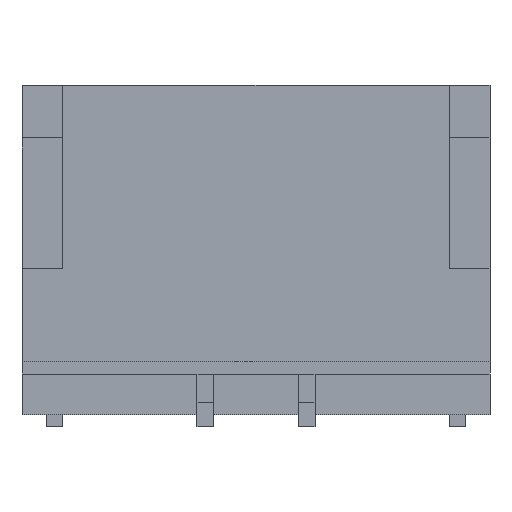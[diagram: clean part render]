
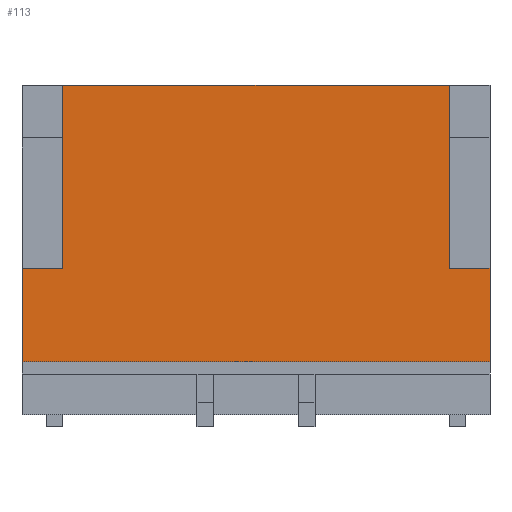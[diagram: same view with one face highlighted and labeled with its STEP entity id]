
A CAD part, front view. The second image highlights one B-rep face of the part: STEP entity #113.
In plain terms, the highlighted planar face has unit normal (0, -1, 0).
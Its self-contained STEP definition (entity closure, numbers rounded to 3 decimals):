
#13=DIRECTION('',(0.,0.,1.));
#21=EDGE_CURVE('',#22,#24,#26,.T.);
#22=VERTEX_POINT('',#23);
#23=CARTESIAN_POINT('',(-2.875,-1.775,0.8));
#24=VERTEX_POINT('',#25);
#25=CARTESIAN_POINT('',(-2.875,-1.775,1.95));
#26=LINE('',#27,#28);
#27=CARTESIAN_POINT('',(-2.875,-1.775,0.15));
#28=VECTOR('',#13,1.);
#57=DIRECTION('',(0.,1.,0.));
#89=CARTESIAN_POINT('',(-2.875,-1.775,4.2));
#112=DIRECTION('',(1.,0.,0.));
#113=ADVANCED_FACE('',(#114),#152,.F.);
#114=FACE_BOUND('',#115,.F.);
#115=EDGE_LOOP('',(#116,#122,#123,#128,#133,#138,#143,#148));
#116=ORIENTED_EDGE('',*,*,#117,.F.);
#117=EDGE_CURVE('',#22,#118,#120,.T.);
#118=VERTEX_POINT('',#119);
#119=CARTESIAN_POINT('',(2.875,-1.775,0.8));
#120=LINE('',#23,#121);
#121=VECTOR('',#112,1.);
#122=ORIENTED_EDGE('',*,*,#21,.T.);
#123=ORIENTED_EDGE('',*,*,#124,.T.);
#124=EDGE_CURVE('',#24,#125,#127,.T.);
#125=VERTEX_POINT('',#126);
#126=CARTESIAN_POINT('',(-2.375,-1.775,1.95));
#127=LINE('',#25,#121);
#128=ORIENTED_EDGE('',*,*,#129,.T.);
#129=EDGE_CURVE('',#125,#130,#132,.T.);
#130=VERTEX_POINT('',#131);
#131=CARTESIAN_POINT('',(-2.375,-1.775,4.2));
#132=LINE('',#126,#28);
#133=ORIENTED_EDGE('',*,*,#134,.T.);
#134=EDGE_CURVE('',#130,#135,#137,.T.);
#135=VERTEX_POINT('',#136);
#136=CARTESIAN_POINT('',(2.375,-1.775,4.2));
#137=LINE('',#89,#121);
#138=ORIENTED_EDGE('',*,*,#139,.F.);
#139=EDGE_CURVE('',#140,#135,#142,.T.);
#140=VERTEX_POINT('',#141);
#141=CARTESIAN_POINT('',(2.375,-1.775,1.95));
#142=LINE('',#141,#28);
#143=ORIENTED_EDGE('',*,*,#144,.T.);
#144=EDGE_CURVE('',#140,#145,#147,.T.);
#145=VERTEX_POINT('',#146);
#146=CARTESIAN_POINT('',(2.875,-1.775,1.95));
#147=LINE('',#141,#121);
#148=ORIENTED_EDGE('',*,*,#149,.F.);
#149=EDGE_CURVE('',#118,#145,#150,.T.);
#150=LINE('',#151,#28);
#151=CARTESIAN_POINT('',(2.875,-1.775,0.15));
#152=PLANE('',#153);
#153=AXIS2_PLACEMENT_3D('',#27,#57,#13);
